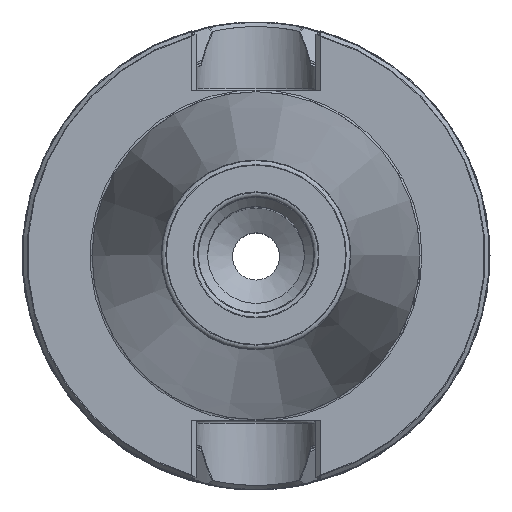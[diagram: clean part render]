
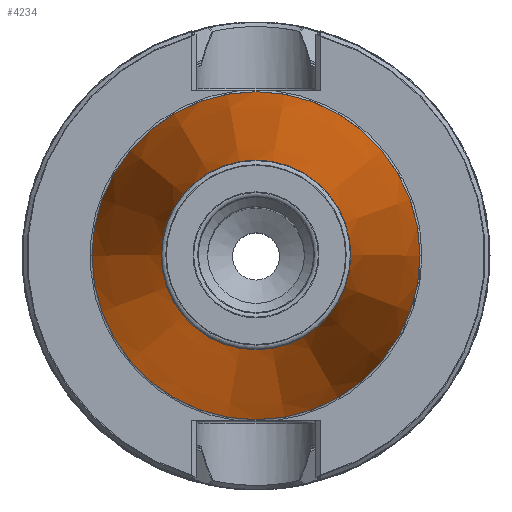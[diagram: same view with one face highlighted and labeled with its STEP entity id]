
A CAD part, top view. The second image highlights one B-rep face of the part: STEP entity #4234.
In plain terms, the highlighted conical face has half-angle 8.297 degrees and reference radius 35.075 mm.
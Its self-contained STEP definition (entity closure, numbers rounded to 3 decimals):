
#416=CONICAL_SURFACE('',#4572,35.075,0.145);
#937=ORIENTED_EDGE('',*,*,#1441,.T.);
#938=ORIENTED_EDGE('',*,*,#1442,.T.);
#1441=EDGE_CURVE('',#1757,#1757,#1971,.F.);
#1442=EDGE_CURVE('',#1758,#1758,#1972,.T.);
#1757=VERTEX_POINT('',#6305);
#1758=VERTEX_POINT('',#6308);
#1971=CIRCLE('',#4571,20.325);
#1972=CIRCLE('',#4573,35.162);
#2247=EDGE_LOOP('',(#937));
#2248=EDGE_LOOP('',(#938));
#2555=FACE_BOUND('',#2247,.T.);
#2556=FACE_BOUND('',#2248,.T.);
#4234=ADVANCED_FACE('',(#2555,#2556),#416,.T.);
#4571=AXIS2_PLACEMENT_3D('',#6304,#5270,#5271);
#4572=AXIS2_PLACEMENT_3D('',#6306,#5272,#5273);
#4573=AXIS2_PLACEMENT_3D('',#6307,#5274,#5275);
#5270=DIRECTION('',(0.,0.,1.));
#5271=DIRECTION('',(1.,0.,0.));
#5272=DIRECTION('',(0.,0.,-1.));
#5273=DIRECTION('',(-1.,0.,0.));
#5274=DIRECTION('',(0.,0.,1.));
#5275=DIRECTION('',(1.,0.,0.));
#6304=CARTESIAN_POINT('',(0.,0.,101.144));
#6305=CARTESIAN_POINT('',(20.325,0.,101.144));
#6306=CARTESIAN_POINT('',(0.,0.,0.));
#6307=CARTESIAN_POINT('',(0.,0.,-0.6));
#6308=CARTESIAN_POINT('',(35.162,0.,-0.6));
